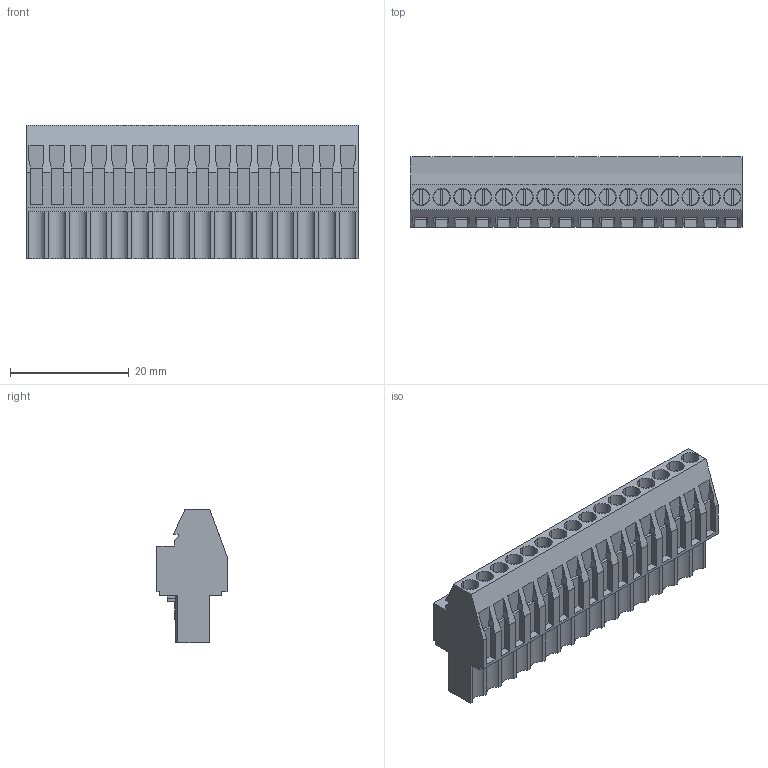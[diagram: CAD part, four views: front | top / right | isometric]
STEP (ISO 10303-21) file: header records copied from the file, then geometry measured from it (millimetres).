
FILE_DESCRIPTION(('CATIA V5 STEP Exchange','CAx-IF Rec.Pracs.--- Model Styling and Organization---1.2---2011-12-15'),'2;1');
FILE_NAME ('D1454040_0_1638920000_1638920000.stp','2017-03-10T10:20:58+00:00',('none'),('Weidmueller'),'CATIA Version 5-6 Release 2014','CATIA V5 STEP AP214','none');
FILE_SCHEMA(('AUTOMOTIVE_DESIGN { 1 0 10303 214 1 1 1 1 }'));
Length unit declared in the file: millimetre
Products named in the file (1): 1638920000
Bounding box: 56 x 11.83 x 22.6 mm (x, y, z)
Volume: 8615.2 mm3; surface area: 6492.4 mm2
Topology: 17 solids, 17 shells, 918 faces, 2535 edges, 1715 vertices
Faces by surface type: plane 790, cylinder 128
Entity records: 26627 total; most frequent: ORIENTED_EDGE 5070, CARTESIAN_POINT 4748, DIRECTION 3529, EDGE_CURVE 2535, VECTOR 2119, LINE 2119, VERTEX_POINT 1715, EDGE_LOOP 982
